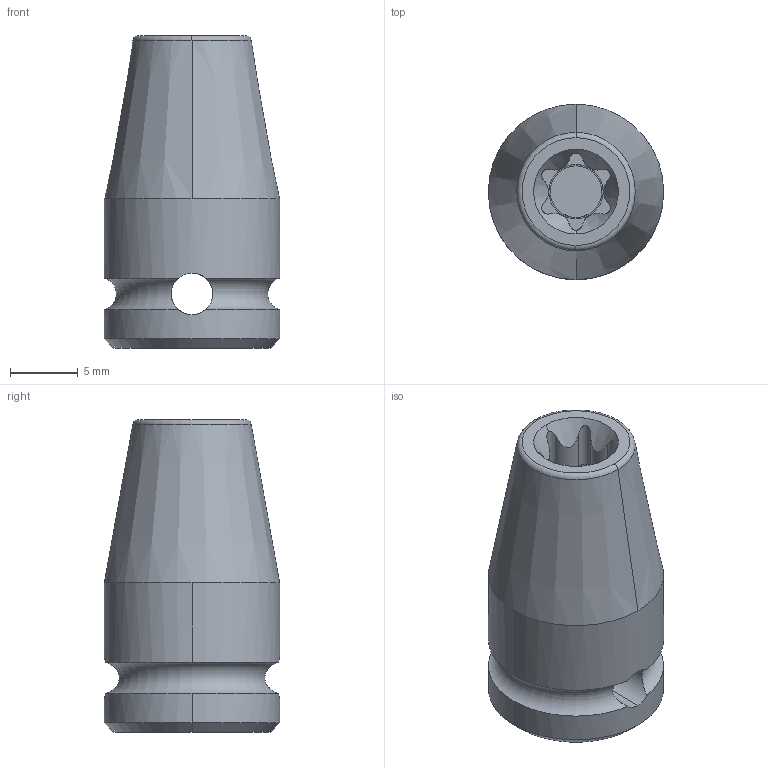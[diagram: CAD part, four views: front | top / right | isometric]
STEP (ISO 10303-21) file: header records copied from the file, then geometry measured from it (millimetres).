
FILE_DESCRIPTION((''),'2;1');
FILE_NAME('4027118006','2023-09-11T13:25:35',('a00565553'),(''),'CREO PARAMETRIC BY PTC INC, 2022414','CREO PARAMETRIC BY PTC INC, 2022414','');
FILE_SCHEMA(('CONFIG_CONTROL_DESIGN','GEOMETRIC_VALIDATION_PROPERTIES_MIM'));
Length unit declared in the file: millimetre
Products named in the file (1): 4027118006
Bounding box: 12.9 x 12.9 x 23 mm (x, y, z)
Volume: 1930.7 mm3; surface area: 1501 mm2
Topology: 2 solids, 2 shells, 61 faces, 159 edges, 102 vertices
Faces by surface type: cylinder 31, plane 16, cone 10, torus 4
Entity records: 2264 total; most frequent: CARTESIAN_POINT 663, ORIENTED_EDGE 318, DIRECTION 304, EDGE_CURVE 159, AXIS2_PLACEMENT_3D 125, VERTEX_POINT 102, EDGE_LOOP 67, CIRCLE 64
